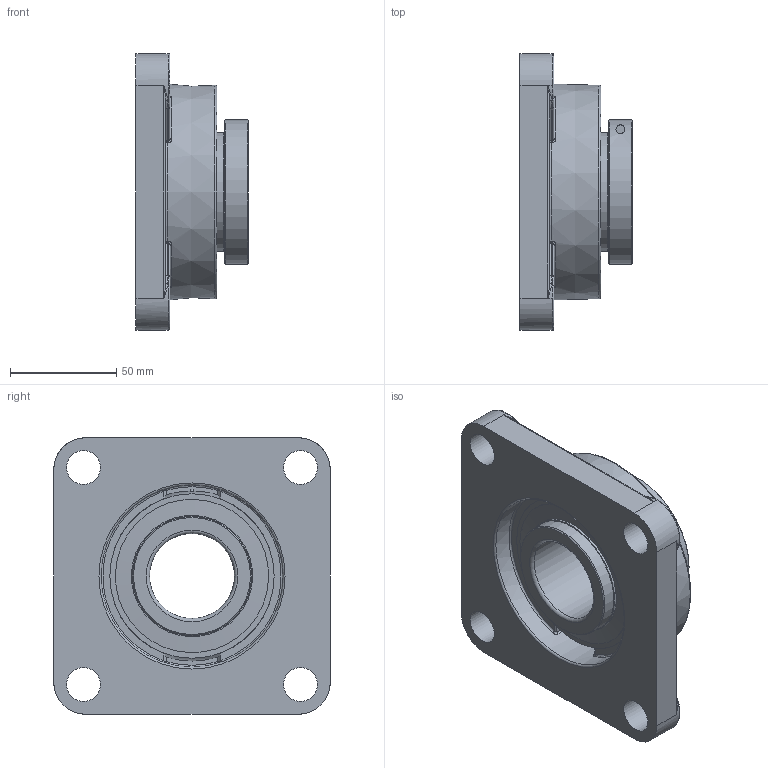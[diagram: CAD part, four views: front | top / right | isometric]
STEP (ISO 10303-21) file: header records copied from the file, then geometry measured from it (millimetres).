
FILE_DESCRIPTION(('HOOPS Exchange Step'),'2;1');
FILE_NAME('export-E6675CA7-25C8-423D-81CA-1ACC436F8A8D.stp','2020-05-28T14:37:43-07:00',('dkerr'),('Alibre'),'HOOPS Exchange 2020.0','Alibre','Unknown authorisation');
FILE_SCHEMA( ('AP242_MANAGED_MODEL_BASED_3D_ENGINEERING_MIM_LF {1 0 10303 442 1 1 4 }') );
Length unit declared in the file: inch
Products named in the file (8): MRN SFM L4L 208; MRN SUE 208 L4L (40mm) (Race); MRN SUE 208 L4L (Ball); MRN SUE 208 L4L (Lock Ring); MRN SUE 208 L4L (Shield); MRN SUE 208 L4L (Bolt); MRN SUE 208 L4L (40mm); MRN SUESFM 208 L4L (40mm)
Assembly tree (8 placements, depth 3):
  MRN SUESFM 208 L4L (40mm)
    MRN SFM L4L 208
    MRN SUE 208 L4L (40mm)
      MRN SUE 208 L4L (40mm) (Race)
      MRN SUE 208 L4L (Ball)
      MRN SUE 208 L4L (Lock Ring)
      MRN SUE 208 L4L (Shield)  x2
      MRN SUE 208 L4L (Bolt)
Bounding box: 52.7 x 130 x 130 mm (x, y, z)
Volume: 316544.9 mm3; surface area: 99618.5 mm2
Topology: 16 solids, 16 shells, 281 faces, 757 edges, 471 vertices
Faces by surface type: plane 79, cylinder 78, torus 39, cone 31, bspline 28, sphere 26
Full cylindrical faces by diameter (mm): 4.134 x1, 4.137 x1, 5.8 x1, 8.5 x1, 16 x4, 40 x1, 56 x4, 57.016 x2, 68 x2, 72 x2, 83.82 x1, 85.725 x1, 88.22 x1
Entity records: 14203 total; most frequent: CARTESIAN_POINT 7366, DIRECTION 1426, ORIENTED_EDGE 1390, EDGE_CURVE 695, AXIS2_PLACEMENT_3D 606, VERTEX_POINT 457, CIRCLE 336, EDGE_LOOP 300
